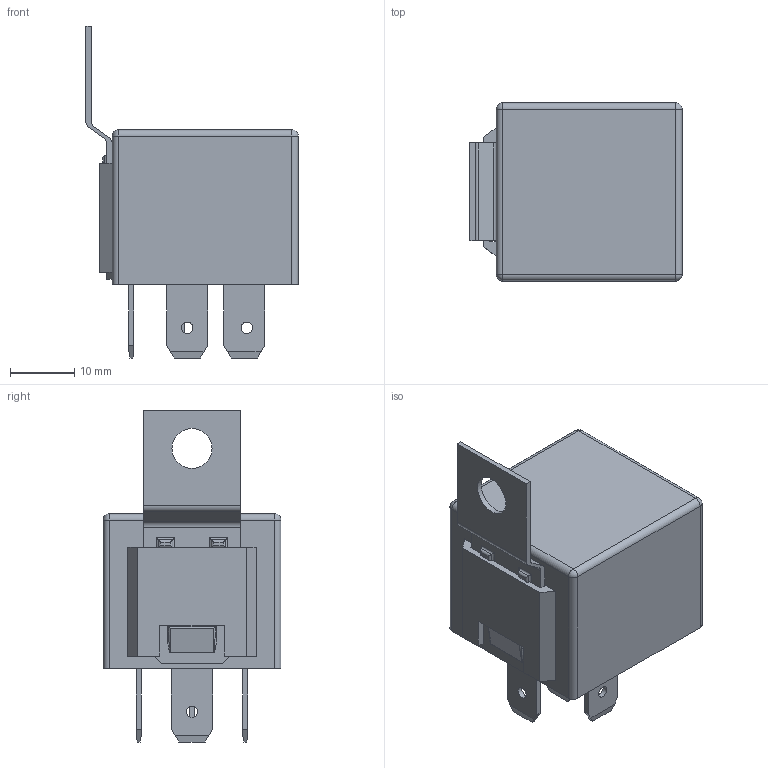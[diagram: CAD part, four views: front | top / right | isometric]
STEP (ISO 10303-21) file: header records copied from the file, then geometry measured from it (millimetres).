
FILE_DESCRIPTION(/* description */ (''),/* implementation_level */ '2;1');
FILE_NAME(/* name */ 'Relay SPDT 80A Horn v9.step',/* time_stamp */ '2022-11-17T09:35:11+11:00',/* author */ (''),/* organization */ (''),/* preprocessor_version */ 'ST-DEVELOPER v19.2',/* originating_system */ 'Autodesk Translation Framework v11.17.0.187',/* authorisation */ '');
FILE_SCHEMA (('AUTOMOTIVE_DESIGN { 1 0 10303 214 3 1 1 }'));
Length unit declared in the file: millimetre
Products named in the file (3): Relay SPDT 80A Horn; Relay; Holder Bracket
Assembly tree (2 placements, depth 2):
  Relay SPDT 80A Horn
    Relay
    Holder Bracket
Bounding box: 33.1 x 27.75 x 51.76 mm (x, y, z)
Volume: 20491.6 mm3; surface area: 6891.5 mm2
Topology: 2 solids, 2 shells, 166 faces, 411 edges, 260 vertices
Faces by surface type: plane 88, cylinder 63, sphere 6, bspline 6, torus 3
Full cylindrical faces by diameter (mm): 1.8 x5, 6.25 x1
Entity records: 5291 total; most frequent: CARTESIAN_POINT 1130, DIRECTION 834, ORIENTED_EDGE 818, EDGE_CURVE 409, LINE 294, VECTOR 294, AXIS2_PLACEMENT_3D 270, VERTEX_POINT 260
